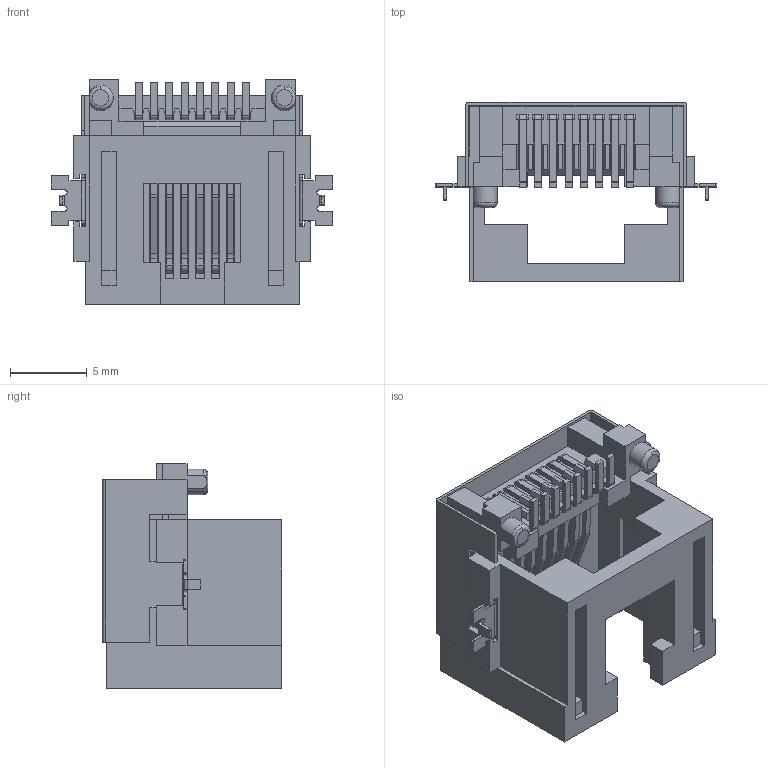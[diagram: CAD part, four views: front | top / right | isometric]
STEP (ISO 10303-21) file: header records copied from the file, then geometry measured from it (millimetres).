
FILE_DESCRIPTION((''),'2;1');
FILE_NAME('DGKYDCB551188GWA6SB1064','2023-12-06T17:21:22',('Administrator'),(''),'CREO PARAMETRIC BY PTC INC, 2019010','CREO PARAMETRIC BY PTC INC, 2019010','');
FILE_SCHEMA(('CONFIG_CONTROL_DESIGN'));
Length unit declared in the file: millimetre
Products named in the file (1): DGKYDCB551188GWA6SB1064
Bounding box: 18.34 x 11.65 x 14.6 mm (x, y, z)
Volume: 765.1 mm3; surface area: 2287 mm2
Topology: 1 solids, 1 shells, 694 faces, 2150 edges, 1416 vertices
Faces by surface type: plane 580, cylinder 110, torus 4
Entity records: 23818 total; most frequent: CARTESIAN_POINT 4336, ORIENTED_EDGE 4300, DIRECTION 3804, EDGE_CURVE 2150, VECTOR 1828, LINE 1828, VERTEX_POINT 1416, AXIS2_PLACEMENT_3D 988
